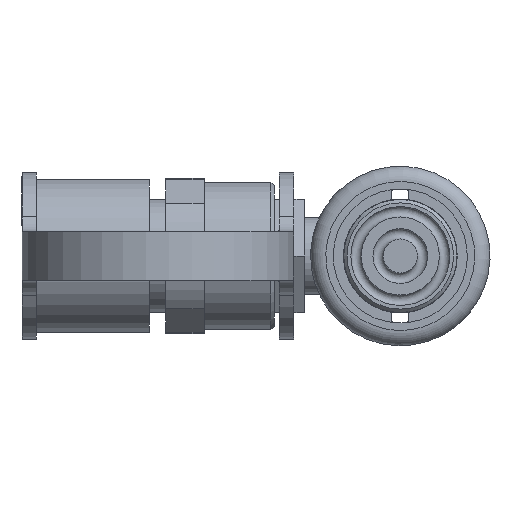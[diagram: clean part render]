
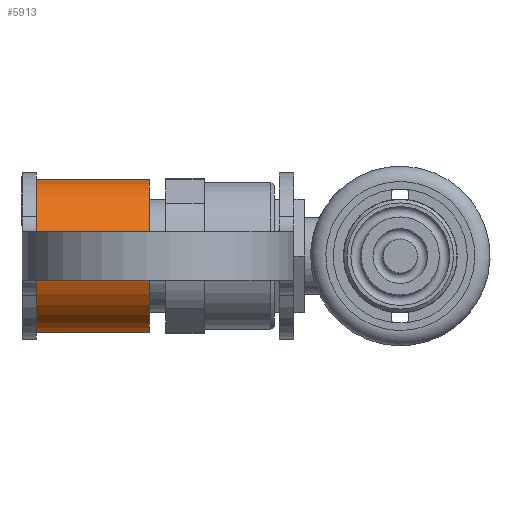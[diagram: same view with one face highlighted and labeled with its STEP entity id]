
A CAD part, left-side view. The second image highlights one B-rep face of the part: STEP entity #5913.
In plain terms, the highlighted cylindrical face has radius 17.272 mm (diameter 34.544 mm), a full revolution.
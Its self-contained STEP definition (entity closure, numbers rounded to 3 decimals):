
#221 = EDGE_LOOP ( 'NONE', ( #5257 ) ) ;
#392 = CARTESIAN_POINT ( 'NONE',  ( 298.704, 56.363, -17.272 ) ) ;
#502 = DIRECTION ( 'NONE',  ( 0., 0., -1. ) ) ;
#1181 = FACE_OUTER_BOUND ( 'NONE', #2556, .T. ) ;
#1188 = DIRECTION ( 'NONE',  ( 0., 0., -1. ) ) ;
#1249 = DIRECTION ( 'NONE',  ( 0., 1., 0. ) ) ;
#1601 = CIRCLE ( 'NONE', #6370, 17.272 ) ;
#1986 = CIRCLE ( 'NONE', #6750, 17.272 ) ;
#2251 = VERTEX_POINT ( 'NONE', #392 ) ;
#2556 = EDGE_LOOP ( 'NONE', ( #3485 ) ) ;
#2982 = DIRECTION ( 'NONE',  ( 0., 0., 1. ) ) ;
#3485 = ORIENTED_EDGE ( 'NONE', *, *, #11252, .T. ) ;
#5257 = ORIENTED_EDGE ( 'NONE', *, *, #10889, .F. ) ;
#5805 = VERTEX_POINT ( 'NONE', #9619 ) ;
#5913 = ADVANCED_FACE ( 'NONE', ( #9660, #1181 ), #8787, .T. ) ;
#6370 = AXIS2_PLACEMENT_3D ( 'NONE', #9903, #10836, #502 ) ;
#6750 = AXIS2_PLACEMENT_3D ( 'NONE', #9725, #6917, #1188 ) ;
#6917 = DIRECTION ( 'NONE',  ( 0., -1., 0. ) ) ;
#8787 = CYLINDRICAL_SURFACE ( 'NONE', #10624, 17.272 ) ;
#9619 = CARTESIAN_POINT ( 'NONE',  ( 298.704, 81.763, -17.272 ) ) ;
#9660 = FACE_OUTER_BOUND ( 'NONE', #221, .T. ) ;
#9725 = CARTESIAN_POINT ( 'NONE',  ( 298.704, 56.363, 0. ) ) ;
#9903 = CARTESIAN_POINT ( 'NONE',  ( 298.704, 81.763, 0. ) ) ;
#10624 = AXIS2_PLACEMENT_3D ( 'NONE', #11518, #1249, #2982 ) ;
#10836 = DIRECTION ( 'NONE',  ( 0., -1., 0. ) ) ;
#10889 = EDGE_CURVE ( 'NONE', #2251, #2251, #1986, .T. ) ;
#11252 = EDGE_CURVE ( 'NONE', #5805, #5805, #1601, .T. ) ;
#11518 = CARTESIAN_POINT ( 'NONE',  ( 298.704, 56.363, 0. ) ) ;
